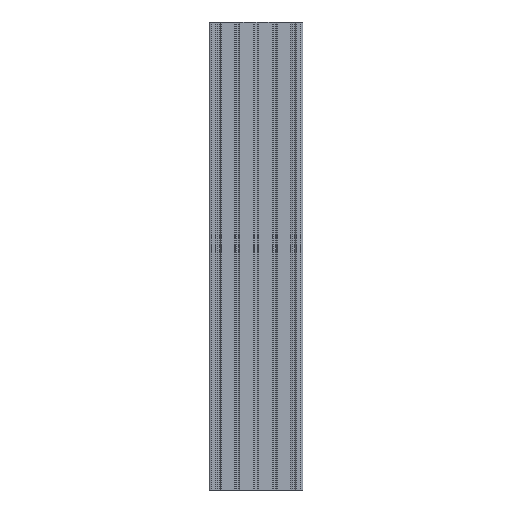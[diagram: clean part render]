
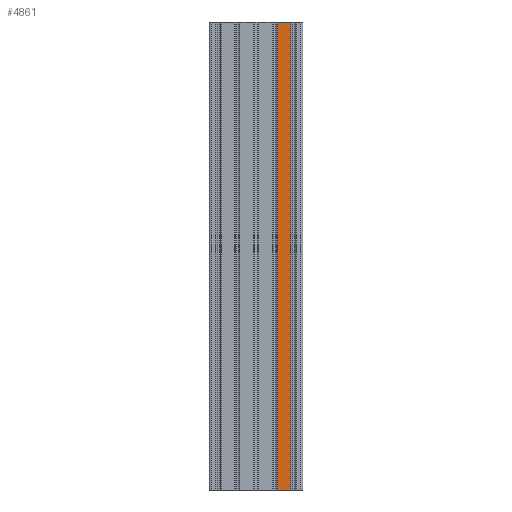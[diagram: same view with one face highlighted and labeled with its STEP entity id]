
A CAD part, front view. The second image highlights one B-rep face of the part: STEP entity #4861.
In plain terms, the highlighted planar face has unit normal (0, -1, 0).
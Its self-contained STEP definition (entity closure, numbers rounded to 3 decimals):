
#564=FACE_OUTER_BOUND($,#822,.T.);
#822=EDGE_LOOP($,(#3442,#3443,#3444,#3445));
#1148=LINE($,#7585,#1596);
#1149=LINE($,#7588,#1597);
#1150=LINE($,#7590,#1598);
#1151=LINE($,#7591,#1599);
#1596=VECTOR($,#6021,1000.);
#1597=VECTOR($,#6024,29.);
#1598=VECTOR($,#6025,29.);
#1599=VECTOR($,#6026,1000.);
#2058=VERTEX_POINT($,#7581);
#2059=VERTEX_POINT($,#7583);
#2060=VERTEX_POINT($,#7587);
#2061=VERTEX_POINT($,#7589);
#2626=EDGE_CURVE($,#2058,#2059,#1148,.T.);
#2627=EDGE_CURVE($,#2060,#2058,#1149,.T.);
#2628=EDGE_CURVE($,#2061,#2059,#1150,.T.);
#2629=EDGE_CURVE($,#2060,#2061,#1151,.T.);
#3442=ORIENTED_EDGE($,*,*,#2627,.T.);
#3443=ORIENTED_EDGE($,*,*,#2626,.T.);
#3444=ORIENTED_EDGE($,*,*,#2628,.F.);
#3445=ORIENTED_EDGE($,*,*,#2629,.F.);
#4721=PLANE($,#5195);
#4861=ADVANCED_FACE($,(#564),#4721,.T.);
#5195=AXIS2_PLACEMENT_3D($,#7586,#6022,#6023);
#6021=DIRECTION($,(0.,0.,1.));
#6022=DIRECTION('center_axis',(0.,-1.,0.));
#6023=DIRECTION('ref_axis',(1.,0.,0.));
#6024=DIRECTION($,(1.,0.,0.));
#6025=DIRECTION($,(1.,0.,0.));
#6026=DIRECTION($,(0.,0.,1.));
#7581=CARTESIAN_POINT('',(74.5,-20.,0.));
#7583=CARTESIAN_POINT('',(74.5,-20.,1000.));
#7585=CARTESIAN_POINT($,(74.5,-20.,0.));
#7586=CARTESIAN_POINT('Origin',(45.5,-20.,0.));
#7587=CARTESIAN_POINT('',(45.5,-20.,0.));
#7588=CARTESIAN_POINT($,(45.5,-20.,0.));
#7589=CARTESIAN_POINT('',(45.5,-20.,1000.));
#7590=CARTESIAN_POINT($,(45.5,-20.,1000.));
#7591=CARTESIAN_POINT($,(45.5,-20.,0.));
